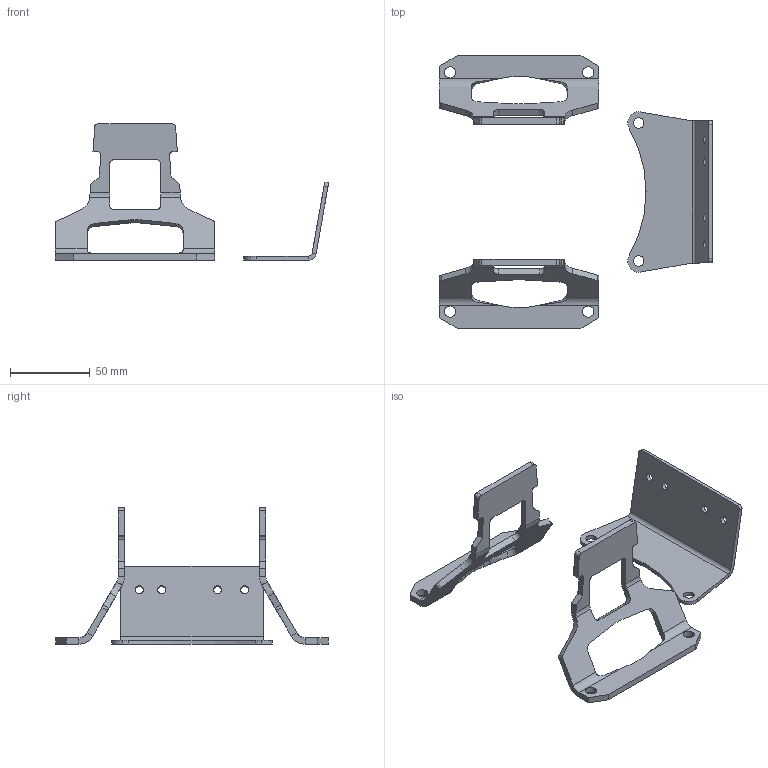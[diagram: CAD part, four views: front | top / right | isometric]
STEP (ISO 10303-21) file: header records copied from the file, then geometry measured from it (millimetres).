
FILE_DESCRIPTION (( 'STEP AP203' ), '1' );
FILE_NAME ('P0414.STEP', '2019-12-17T09:33:55', ( '' ), ( '' ), 'SwSTEP 2.0', 'SolidWorks 2017', '' );
FILE_SCHEMA (( 'CONFIG_CONTROL_DESIGN' ));
Length unit declared in the file: millimetre
Products named in the file (1): P0414
Bounding box: 171.24 x 170.82 x 85.42 mm (x, y, z)
Volume: 59004.5 mm3; surface area: 42114.4 mm2
Topology: 3 solids, 3 shells, 192 faces, 510 edges, 316 vertices
Faces by surface type: plane 103, cylinder 73, bspline 16
Entity records: 6185 total; most frequent: CARTESIAN_POINT 1363, ORIENTED_EDGE 1020, DIRECTION 950, EDGE_CURVE 510, LINE 320, VECTOR 320, VERTEX_POINT 316, AXIS2_PLACEMENT_3D 315
